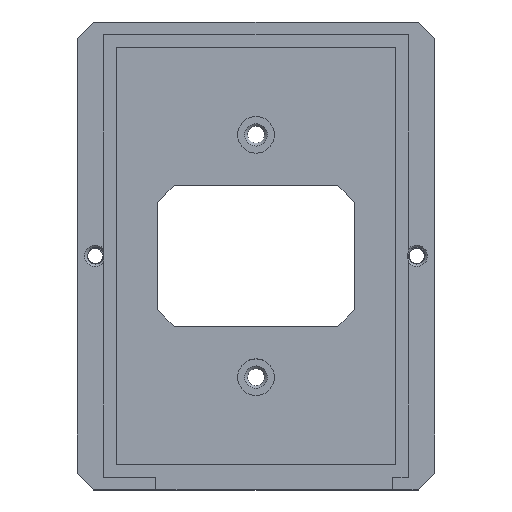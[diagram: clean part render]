
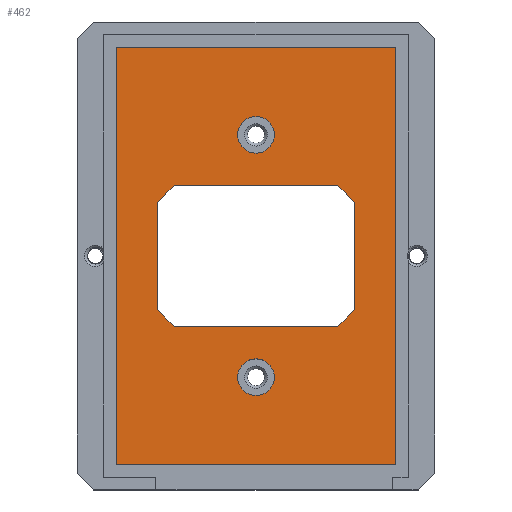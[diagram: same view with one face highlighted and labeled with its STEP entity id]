
A CAD part, top view. The second image highlights one B-rep face of the part: STEP entity #462.
In plain terms, the highlighted planar face has unit normal (0, 0, 1).
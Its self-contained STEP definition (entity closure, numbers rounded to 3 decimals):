
#462=ADVANCED_FACE('',(#24770,#24772,#24774,#24776),#24778,.T.);
#24770=FACE_BOUND('',#24771,.T.);
#24771=EDGE_LOOP('',(#26743,#26744,#26745,#26746));
#24772=FACE_BOUND('',#24773,.T.);
#24773=EDGE_LOOP('',(#26747));
#24774=FACE_BOUND('',#24775,.T.);
#24775=EDGE_LOOP('',(#26748));
#24776=FACE_BOUND('',#24777,.T.);
#24777=EDGE_LOOP('',(#26749,#26750,#26751,#26752,#26753,#26754,#26755,#26756));
#24778=PLANE('',#24779);
#24779=AXIS2_PLACEMENT_3D('',#24780,#24781,#24782);
#24780=CARTESIAN_POINT('',(0.,0.,3.4));
#24781=DIRECTION('',(0.,0.,1.));
#24782=DIRECTION('',(1.,0.,0.));
#26743=ORIENTED_EDGE('',*,*,#27186,.T.);
#26744=ORIENTED_EDGE('',*,*,#27187,.T.);
#26745=ORIENTED_EDGE('',*,*,#27188,.T.);
#26746=ORIENTED_EDGE('',*,*,#27189,.T.);
#26747=ORIENTED_EDGE('',*,*,#27190,.T.);
#26748=ORIENTED_EDGE('',*,*,#27191,.T.);
#26749=ORIENTED_EDGE('',*,*,#27076,.T.);
#26750=ORIENTED_EDGE('',*,*,#27091,.T.);
#26751=ORIENTED_EDGE('',*,*,#27089,.T.);
#26752=ORIENTED_EDGE('',*,*,#27087,.T.);
#26753=ORIENTED_EDGE('',*,*,#27085,.T.);
#26754=ORIENTED_EDGE('',*,*,#27083,.T.);
#26755=ORIENTED_EDGE('',*,*,#27081,.T.);
#26756=ORIENTED_EDGE('',*,*,#27079,.T.);
#27076=EDGE_CURVE('',#27433,#27434,#27435,.F.);
#27079=EDGE_CURVE('',#27438,#27433,#27439,.F.);
#27081=EDGE_CURVE('',#27441,#27438,#27442,.F.);
#27083=EDGE_CURVE('',#27444,#27441,#27445,.F.);
#27085=EDGE_CURVE('',#27447,#27444,#27448,.F.);
#27087=EDGE_CURVE('',#27450,#27447,#27451,.F.);
#27089=EDGE_CURVE('',#27453,#27450,#27454,.F.);
#27091=EDGE_CURVE('',#27434,#27453,#27456,.F.);
#27186=EDGE_CURVE('',#27626,#27627,#27628,.T.);
#27187=EDGE_CURVE('',#27627,#27629,#27630,.T.);
#27188=EDGE_CURVE('',#27629,#27631,#27632,.T.);
#27189=EDGE_CURVE('',#27631,#27626,#27633,.T.);
#27190=EDGE_CURVE('',#27634,#27634,#27635,.F.);
#27191=EDGE_CURVE('',#27636,#27636,#27637,.F.);
#27433=VERTEX_POINT('',#32024);
#27434=VERTEX_POINT('',#32025);
#27435=LINE('',#32026,#32027);
#27438=VERTEX_POINT('',#32035);
#27439=LINE('',#32036,#32037);
#27441=VERTEX_POINT('',#32042);
#27442=LINE('',#32043,#32044);
#27444=VERTEX_POINT('',#32049);
#27445=LINE('',#32050,#32051);
#27447=VERTEX_POINT('',#32056);
#27448=LINE('',#32057,#32058);
#27450=VERTEX_POINT('',#32063);
#27451=LINE('',#32064,#32065);
#27453=VERTEX_POINT('',#32070);
#27454=LINE('',#32071,#32072);
#27456=LINE('',#32077,#32078);
#27626=VERTEX_POINT('',#36122);
#27627=VERTEX_POINT('',#36123);
#27628=LINE('',#36124,#36125);
#27629=VERTEX_POINT('',#36127);
#27630=LINE('',#36128,#36129);
#27631=VERTEX_POINT('',#36131);
#27632=LINE('',#36132,#36133);
#27633=LINE('',#36135,#36136);
#27634=VERTEX_POINT('',#36138);
#27635=CIRCLE('',#36139,3.25);
#27636=VERTEX_POINT('',#36143);
#27637=CIRCLE('',#36144,3.25);
#32024=CARTESIAN_POINT('',(14.5,-12.5,3.4));
#32025=CARTESIAN_POINT('',(-14.5,-12.5,3.4));
#32026=CARTESIAN_POINT('',(-14.5,-12.5,3.4));
#32027=VECTOR('',#32028,1.);
#32028=DIRECTION('',(1.,0.,0.));
#32035=CARTESIAN_POINT('',(17.5,-9.5,3.4));
#32036=CARTESIAN_POINT('',(14.5,-12.5,3.4));
#32037=VECTOR('',#32038,1.);
#32038=DIRECTION('',(0.707,0.707,0.));
#32042=CARTESIAN_POINT('',(17.5,9.5,3.4));
#32043=CARTESIAN_POINT('',(17.5,-9.5,3.4));
#32044=VECTOR('',#32045,1.);
#32045=DIRECTION('',(0.,1.,0.));
#32049=CARTESIAN_POINT('',(14.5,12.5,3.4));
#32050=CARTESIAN_POINT('',(17.5,9.5,3.4));
#32051=VECTOR('',#32052,1.);
#32052=DIRECTION('',(-0.707,0.707,0.));
#32056=CARTESIAN_POINT('',(-14.5,12.5,3.4));
#32057=CARTESIAN_POINT('',(14.5,12.5,3.4));
#32058=VECTOR('',#32059,1.);
#32059=DIRECTION('',(-1.,0.,0.));
#32063=CARTESIAN_POINT('',(-17.5,9.5,3.4));
#32064=CARTESIAN_POINT('',(-14.5,12.5,3.4));
#32065=VECTOR('',#32066,1.);
#32066=DIRECTION('',(-0.707,-0.707,0.));
#32070=CARTESIAN_POINT('',(-17.5,-9.5,3.4));
#32071=CARTESIAN_POINT('',(-17.5,9.5,3.4));
#32072=VECTOR('',#32073,1.);
#32073=DIRECTION('',(0.,-1.,0.));
#32077=CARTESIAN_POINT('',(-17.5,-9.5,3.4));
#32078=VECTOR('',#32079,1.);
#32079=DIRECTION('',(0.707,-0.707,0.));
#36122=CARTESIAN_POINT('',(24.75,37.,3.4));
#36123=CARTESIAN_POINT('',(-24.75,37.,3.4));
#36124=CARTESIAN_POINT('',(24.75,37.,3.4));
#36125=VECTOR('',#36126,1.);
#36126=DIRECTION('',(-1.,0.,0.));
#36127=CARTESIAN_POINT('',(-24.75,-37.,3.4));
#36128=CARTESIAN_POINT('',(-24.75,37.,3.4));
#36129=VECTOR('',#36130,1.);
#36130=DIRECTION('',(0.,-1.,0.));
#36131=CARTESIAN_POINT('',(24.75,-37.,3.4));
#36132=CARTESIAN_POINT('',(-24.75,-37.,3.4));
#36133=VECTOR('',#36134,1.);
#36134=DIRECTION('',(1.,0.,0.));
#36135=CARTESIAN_POINT('',(24.75,-37.,3.4));
#36136=VECTOR('',#36137,1.);
#36137=DIRECTION('',(0.,1.,0.));
#36138=CARTESIAN_POINT('',(0.,18.25,3.4));
#36139=AXIS2_PLACEMENT_3D('',#36140,#36141,#36142);
#36140=CARTESIAN_POINT('',(0.,21.5,3.4));
#36141=DIRECTION('',(0.,0.,1.));
#36142=DIRECTION('',(0.,-1.,0.));
#36143=CARTESIAN_POINT('',(0.,-24.75,3.4));
#36144=AXIS2_PLACEMENT_3D('',#36145,#36146,#36147);
#36145=CARTESIAN_POINT('',(0.,-21.5,3.4));
#36146=DIRECTION('',(0.,0.,1.));
#36147=DIRECTION('',(0.,-1.,0.));
